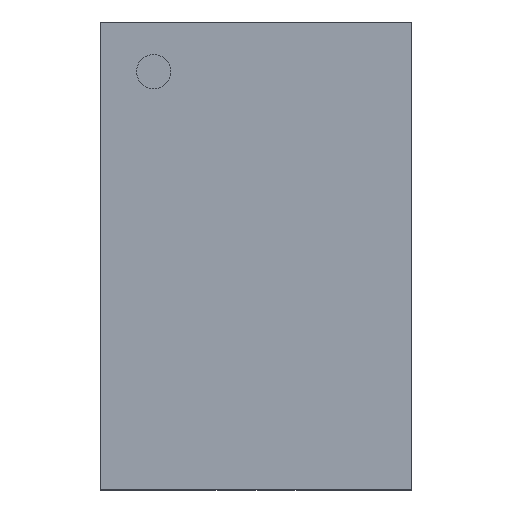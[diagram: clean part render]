
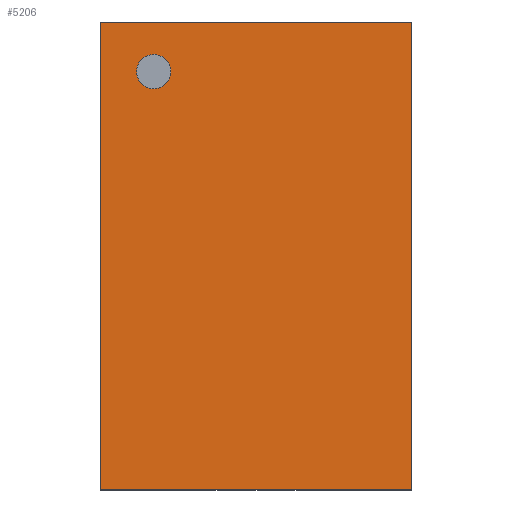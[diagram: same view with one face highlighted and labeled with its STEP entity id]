
A CAD part, top view. The second image highlights one B-rep face of the part: STEP entity #5206.
In plain terms, the highlighted planar face has unit normal (0, 0, 1).
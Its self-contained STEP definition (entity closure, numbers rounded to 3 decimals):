
#469 = FACE_BOUND ( 'NONE', #2847, .T. ) ;
#576 = ORIENTED_EDGE ( 'NONE', *, *, #9895, .F. ) ;
#614 = CIRCLE ( 'NONE', #14613, 0.11 ) ;
#860 = EDGE_CURVE ( 'NONE', #9136, #19517, #614, .T. ) ;
#2218 = CARTESIAN_POINT ( 'NONE',  ( 2.365, 3.501, 0.75 ) ) ;
#2330 = PLANE ( 'NONE',  #13322 ) ;
#2464 = CIRCLE ( 'NONE', #19653, 0.11 ) ;
#2645 = DIRECTION ( 'NONE',  ( -1., 0., 0. ) ) ;
#2712 = LINE ( 'NONE', #7614, #15147 ) ;
#2847 = EDGE_LOOP ( 'NONE', ( #14665, #12282 ) ) ;
#2965 = VERTEX_POINT ( 'NONE', #14222 ) ;
#3788 = DIRECTION ( 'NONE',  ( 1., 0., 0. ) ) ;
#4294 = CARTESIAN_POINT ( 'NONE',  ( 2.475, 3.501, 0.75 ) ) ;
#4790 = LINE ( 'NONE', #5761, #12609 ) ;
#5206 = ADVANCED_FACE ( 'NONE', ( #469, #17087 ), #2330, .T. ) ;
#5731 = DIRECTION ( 'NONE',  ( 0., 0., 1. ) ) ;
#5761 = CARTESIAN_POINT ( 'NONE',  ( 2.021, 0.818, 0.75 ) ) ;
#6345 = CARTESIAN_POINT ( 'NONE',  ( 4.021, 3.818, 0.75 ) ) ;
#7614 = CARTESIAN_POINT ( 'NONE',  ( 2.021, 3.818, 0.75 ) ) ;
#7996 = DIRECTION ( 'NONE',  ( 0., -1., 0. ) ) ;
#8520 = ORIENTED_EDGE ( 'NONE', *, *, #19732, .F. ) ;
#8692 = CARTESIAN_POINT ( 'NONE',  ( 0., 0., 0.75 ) ) ;
#9136 = VERTEX_POINT ( 'NONE', #4294 ) ;
#9452 = LINE ( 'NONE', #18762, #13611 ) ;
#9895 = EDGE_CURVE ( 'NONE', #16650, #14721, #4790, .T. ) ;
#10248 = DIRECTION ( 'NONE',  ( 1., 0., 0. ) ) ;
#11137 = CARTESIAN_POINT ( 'NONE',  ( 4.021, 3.818, 0.75 ) ) ;
#11694 = ORIENTED_EDGE ( 'NONE', *, *, #12599, .F. ) ;
#11796 = LINE ( 'NONE', #11137, #15925 ) ;
#12282 = ORIENTED_EDGE ( 'NONE', *, *, #12417, .F. ) ;
#12417 = EDGE_CURVE ( 'NONE', #19517, #9136, #2464, .T. ) ;
#12599 = EDGE_CURVE ( 'NONE', #2965, #13417, #2712, .T. ) ;
#12609 = VECTOR ( 'NONE', #2645, 1000. ) ;
#13141 = DIRECTION ( 'NONE',  ( 0., 0., 1. ) ) ;
#13322 = AXIS2_PLACEMENT_3D ( 'NONE', #8692, #19550, #10248 ) ;
#13417 = VERTEX_POINT ( 'NONE', #6345 ) ;
#13446 = CARTESIAN_POINT ( 'NONE',  ( 4.021, 0.818, 0.75 ) ) ;
#13451 = CARTESIAN_POINT ( 'NONE',  ( 2.255, 3.501, 0.75 ) ) ;
#13611 = VECTOR ( 'NONE', #15644, 1000. ) ;
#14222 = CARTESIAN_POINT ( 'NONE',  ( 2.021, 3.818, 0.75 ) ) ;
#14613 = AXIS2_PLACEMENT_3D ( 'NONE', #16631, #5731, #15084 ) ;
#14665 = ORIENTED_EDGE ( 'NONE', *, *, #860, .F. ) ;
#14685 = EDGE_CURVE ( 'NONE', #14721, #2965, #9452, .T. ) ;
#14721 = VERTEX_POINT ( 'NONE', #18829 ) ;
#15084 = DIRECTION ( 'NONE',  ( 1., 0., 0. ) ) ;
#15147 = VECTOR ( 'NONE', #18507, 1000. ) ;
#15644 = DIRECTION ( 'NONE',  ( 0., 1., 0. ) ) ;
#15925 = VECTOR ( 'NONE', #7996, 1000. ) ;
#16631 = CARTESIAN_POINT ( 'NONE',  ( 2.365, 3.501, 0.75 ) ) ;
#16650 = VERTEX_POINT ( 'NONE', #13446 ) ;
#17087 = FACE_OUTER_BOUND ( 'NONE', #19727, .T. ) ;
#18507 = DIRECTION ( 'NONE',  ( 1., 0., 0. ) ) ;
#18762 = CARTESIAN_POINT ( 'NONE',  ( 2.021, 3.818, 0.75 ) ) ;
#18829 = CARTESIAN_POINT ( 'NONE',  ( 2.021, 0.818, 0.75 ) ) ;
#19517 = VERTEX_POINT ( 'NONE', #13451 ) ;
#19550 = DIRECTION ( 'NONE',  ( 0., 0., 1. ) ) ;
#19645 = ORIENTED_EDGE ( 'NONE', *, *, #14685, .F. ) ;
#19653 = AXIS2_PLACEMENT_3D ( 'NONE', #2218, #13141, #3788 ) ;
#19727 = EDGE_LOOP ( 'NONE', ( #19645, #576, #8520, #11694 ) ) ;
#19732 = EDGE_CURVE ( 'NONE', #13417, #16650, #11796, .T. ) ;
